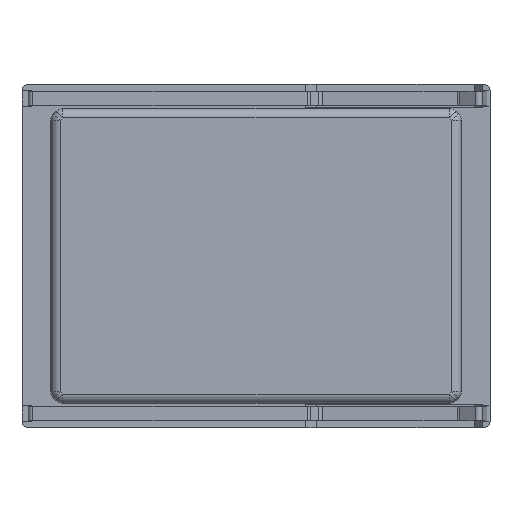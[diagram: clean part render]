
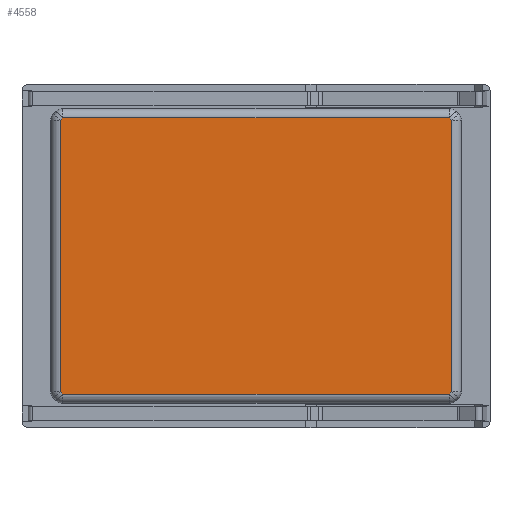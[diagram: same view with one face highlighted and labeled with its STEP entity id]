
A CAD part, front view. The second image highlights one B-rep face of the part: STEP entity #4558.
In plain terms, the highlighted planar face has unit normal (0, -1, 0).
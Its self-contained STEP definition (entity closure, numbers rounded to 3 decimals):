
#9 = CARTESIAN_POINT ( 'NONE',  ( -6.201, -3.35, 4.425 ) ) ;
#83 = VECTOR ( 'NONE', #3843, 1000. ) ;
#170 = VERTEX_POINT ( 'NONE', #4082 ) ;
#201 = CARTESIAN_POINT ( 'NONE',  ( -5.313, -3.35, 5.313 ) ) ;
#224 = LINE ( 'NONE', #3256, #1265 ) ;
#278 = ORIENTED_EDGE ( 'NONE', *, *, #579, .T. ) ;
#303 = FACE_OUTER_BOUND ( 'NONE', #1600, .T. ) ;
#335 = EDGE_CURVE ( 'NONE', #422, #789, #2451, .T. ) ;
#413 = EDGE_CURVE ( 'NONE', #2730, #4314, #224, .T. ) ;
#422 = VERTEX_POINT ( 'NONE', #532 ) ;
#425 = DIRECTION ( 'NONE',  ( 1., 0., 0. ) ) ;
#483 = EDGE_CURVE ( 'NONE', #2057, #719, #3625, .T. ) ;
#512 = EDGE_CURVE ( 'NONE', #789, #2730, #1833, .T. ) ;
#532 = CARTESIAN_POINT ( 'NONE',  ( 6.275, -3.35, -4.351 ) ) ;
#579 = EDGE_CURVE ( 'NONE', #4314, #2057, #1529, .T. ) ;
#620 = VECTOR ( 'NONE', #2513, 1000. ) ;
#634 = VECTOR ( 'NONE', #425, 1000. ) ;
#716 = ORIENTED_EDGE ( 'NONE', *, *, #4268, .T. ) ;
#719 = VERTEX_POINT ( 'NONE', #2096 ) ;
#727 = CARTESIAN_POINT ( 'NONE',  ( 6.201, -3.35, 4.425 ) ) ;
#728 = ORIENTED_EDGE ( 'NONE', *, *, #4184, .T. ) ;
#789 = VERTEX_POINT ( 'NONE', #2102 ) ;
#923 = EDGE_CURVE ( 'NONE', #719, #170, #2903, .T. ) ;
#933 = VECTOR ( 'NONE', #1667, 1000. ) ;
#1023 = DIRECTION ( 'NONE',  ( -0.707, 0., -0.707 ) ) ;
#1265 = VECTOR ( 'NONE', #1625, 1000. ) ;
#1344 = ORIENTED_EDGE ( 'NONE', *, *, #512, .T. ) ;
#1526 = CARTESIAN_POINT ( 'NONE',  ( 6.325, -3.35, -4.425 ) ) ;
#1529 = LINE ( 'NONE', #201, #2399 ) ;
#1591 = ORIENTED_EDGE ( 'NONE', *, *, #923, .T. ) ;
#1600 = EDGE_LOOP ( 'NONE', ( #3896, #1344, #3117, #278, #3196, #1591, #716, #728 ) ) ;
#1625 = DIRECTION ( 'NONE',  ( -1., 0., 0. ) ) ;
#1667 = DIRECTION ( 'NONE',  ( 0., 0., -1. ) ) ;
#1671 = AXIS2_PLACEMENT_3D ( 'NONE', #2973, #1680, #4037 ) ;
#1680 = DIRECTION ( 'NONE',  ( 0., -1., 0. ) ) ;
#1684 = DIRECTION ( 'NONE',  ( -0.707, 0., 0.707 ) ) ;
#1738 = VECTOR ( 'NONE', #1684, 1000. ) ;
#1833 = LINE ( 'NONE', #3700, #1738 ) ;
#2057 = VERTEX_POINT ( 'NONE', #3052 ) ;
#2096 = CARTESIAN_POINT ( 'NONE',  ( -6.275, -3.35, -4.351 ) ) ;
#2102 = CARTESIAN_POINT ( 'NONE',  ( 6.275, -3.35, 4.351 ) ) ;
#2119 = CARTESIAN_POINT ( 'NONE',  ( 5.313, -3.35, -5.313 ) ) ;
#2399 = VECTOR ( 'NONE', #1023, 1000. ) ;
#2451 = LINE ( 'NONE', #4212, #620 ) ;
#2513 = DIRECTION ( 'NONE',  ( 0., 0., 1. ) ) ;
#2730 = VERTEX_POINT ( 'NONE', #727 ) ;
#2764 = LINE ( 'NONE', #2119, #4487 ) ;
#2767 = DIRECTION ( 'NONE',  ( 0.707, 0., 0.707 ) ) ;
#2787 = VERTEX_POINT ( 'NONE', #3836 ) ;
#2903 = LINE ( 'NONE', #3517, #83 ) ;
#2973 = CARTESIAN_POINT ( 'NONE',  ( 0., -3.35, 0. ) ) ;
#3052 = CARTESIAN_POINT ( 'NONE',  ( -6.275, -3.35, 4.351 ) ) ;
#3117 = ORIENTED_EDGE ( 'NONE', *, *, #413, .T. ) ;
#3196 = ORIENTED_EDGE ( 'NONE', *, *, #483, .T. ) ;
#3224 = LINE ( 'NONE', #1526, #634 ) ;
#3256 = CARTESIAN_POINT ( 'NONE',  ( -6.325, -3.35, 4.425 ) ) ;
#3517 = CARTESIAN_POINT ( 'NONE',  ( -5.313, -3.35, -5.313 ) ) ;
#3625 = LINE ( 'NONE', #4347, #933 ) ;
#3695 = PLANE ( 'NONE',  #1671 ) ;
#3700 = CARTESIAN_POINT ( 'NONE',  ( 5.313, -3.35, 5.313 ) ) ;
#3836 = CARTESIAN_POINT ( 'NONE',  ( 6.201, -3.35, -4.425 ) ) ;
#3843 = DIRECTION ( 'NONE',  ( 0.707, 0., -0.707 ) ) ;
#3896 = ORIENTED_EDGE ( 'NONE', *, *, #335, .T. ) ;
#4037 = DIRECTION ( 'NONE',  ( 0., 0., -1. ) ) ;
#4082 = CARTESIAN_POINT ( 'NONE',  ( -6.201, -3.35, -4.425 ) ) ;
#4184 = EDGE_CURVE ( 'NONE', #2787, #422, #2764, .T. ) ;
#4212 = CARTESIAN_POINT ( 'NONE',  ( 6.275, -3.35, 4.475 ) ) ;
#4268 = EDGE_CURVE ( 'NONE', #170, #2787, #3224, .T. ) ;
#4314 = VERTEX_POINT ( 'NONE', #9 ) ;
#4347 = CARTESIAN_POINT ( 'NONE',  ( -6.275, -3.35, -4.475 ) ) ;
#4487 = VECTOR ( 'NONE', #2767, 1000. ) ;
#4558 = ADVANCED_FACE ( 'NONE', ( #303 ), #3695, .T. ) ;
